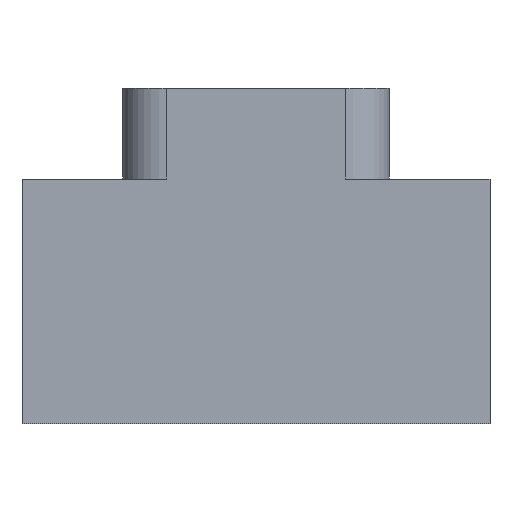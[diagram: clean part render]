
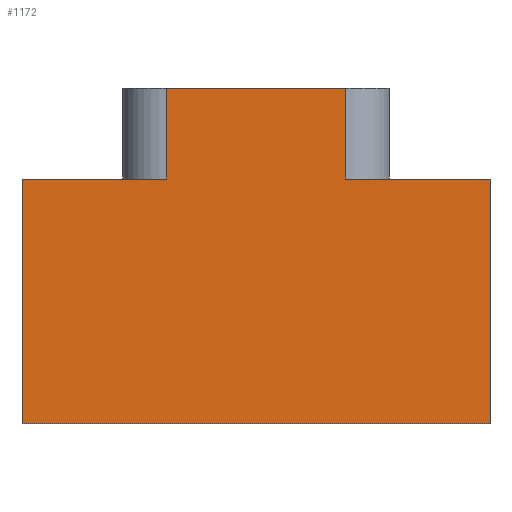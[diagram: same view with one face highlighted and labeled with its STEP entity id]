
A CAD part, front view. The second image highlights one B-rep face of the part: STEP entity #1172.
In plain terms, the highlighted planar face has unit normal (0, -1, 0).
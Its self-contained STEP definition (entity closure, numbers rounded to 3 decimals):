
#57=FACE_OUTER_BOUND('',#122,.T.);
#122=EDGE_LOOP('',(#827,#828,#829,#830,#831,#832,#833,#834));
#204=LINE('',#1696,#356);
#207=LINE('',#1704,#359);
#217=LINE('',#1734,#369);
#218=LINE('',#1738,#370);
#219=LINE('',#1739,#371);
#220=LINE('',#1741,#372);
#221=LINE('',#1743,#373);
#222=LINE('',#1744,#374);
#356=VECTOR('',#1371,10.);
#359=VECTOR('',#1378,10.);
#369=VECTOR('',#1408,10.);
#370=VECTOR('',#1413,10.);
#371=VECTOR('',#1414,10.);
#372=VECTOR('',#1415,10.);
#373=VECTOR('',#1416,10.);
#374=VECTOR('',#1417,10.);
#509=VERTEX_POINT('',#1693);
#510=VERTEX_POINT('',#1695);
#512=VERTEX_POINT('',#1701);
#513=VERTEX_POINT('',#1703);
#523=VERTEX_POINT('',#1733);
#524=VERTEX_POINT('',#1737);
#525=VERTEX_POINT('',#1740);
#526=VERTEX_POINT('',#1742);
#624=EDGE_CURVE('',#510,#509,#204,.T.);
#628=EDGE_CURVE('',#513,#512,#207,.T.);
#643=EDGE_CURVE('',#513,#523,#217,.T.);
#645=EDGE_CURVE('',#524,#509,#218,.T.);
#646=EDGE_CURVE('',#523,#524,#219,.T.);
#647=EDGE_CURVE('',#525,#512,#220,.T.);
#648=EDGE_CURVE('',#525,#526,#221,.T.);
#649=EDGE_CURVE('',#510,#526,#222,.T.);
#827=ORIENTED_EDGE('',*,*,#645,.F.);
#828=ORIENTED_EDGE('',*,*,#646,.F.);
#829=ORIENTED_EDGE('',*,*,#643,.F.);
#830=ORIENTED_EDGE('',*,*,#628,.T.);
#831=ORIENTED_EDGE('',*,*,#647,.F.);
#832=ORIENTED_EDGE('',*,*,#648,.T.);
#833=ORIENTED_EDGE('',*,*,#649,.F.);
#834=ORIENTED_EDGE('',*,*,#624,.T.);
#1109=PLANE('',#1269);
#1172=ADVANCED_FACE('',(#57),#1109,.T.);
#1269=AXIS2_PLACEMENT_3D('',#1736,#1411,#1412);
#1371=DIRECTION('',(-1.,0.,0.));
#1378=DIRECTION('',(-1.,0.,0.));
#1408=DIRECTION('',(0.,0.,1.));
#1411=DIRECTION('center_axis',(0.,-1.,0.));
#1412=DIRECTION('ref_axis',(1.,0.,0.));
#1413=DIRECTION('',(0.,0.,-1.));
#1414=DIRECTION('',(1.,0.,0.));
#1415=DIRECTION('',(0.,0.,1.));
#1416=DIRECTION('',(1.,0.,0.));
#1417=DIRECTION('',(0.,0.,-1.));
#1693=CARTESIAN_POINT('',(20.5,-30.5,56.));
#1695=CARTESIAN_POINT('',(53.5,-30.5,56.));
#1696=CARTESIAN_POINT('',(0.,-30.5,56.));
#1701=CARTESIAN_POINT('',(-53.5,-30.5,56.));
#1703=CARTESIAN_POINT('',(-20.5,-30.5,56.));
#1704=CARTESIAN_POINT('',(0.,-30.5,56.));
#1733=CARTESIAN_POINT('',(-20.5,-30.5,76.8));
#1734=CARTESIAN_POINT('',(-20.5,-30.5,0.));
#1736=CARTESIAN_POINT('Origin',(-30.5,-30.5,0.));
#1737=CARTESIAN_POINT('',(20.5,-30.5,76.8));
#1738=CARTESIAN_POINT('',(20.5,-30.5,0.));
#1739=CARTESIAN_POINT('',(-30.5,-30.5,76.8));
#1740=CARTESIAN_POINT('',(-53.5,-30.5,0.));
#1741=CARTESIAN_POINT('',(-53.5,-30.5,0.));
#1742=CARTESIAN_POINT('',(53.5,-30.5,0.));
#1743=CARTESIAN_POINT('',(0.,-30.5,0.));
#1744=CARTESIAN_POINT('',(53.5,-30.5,56.));
